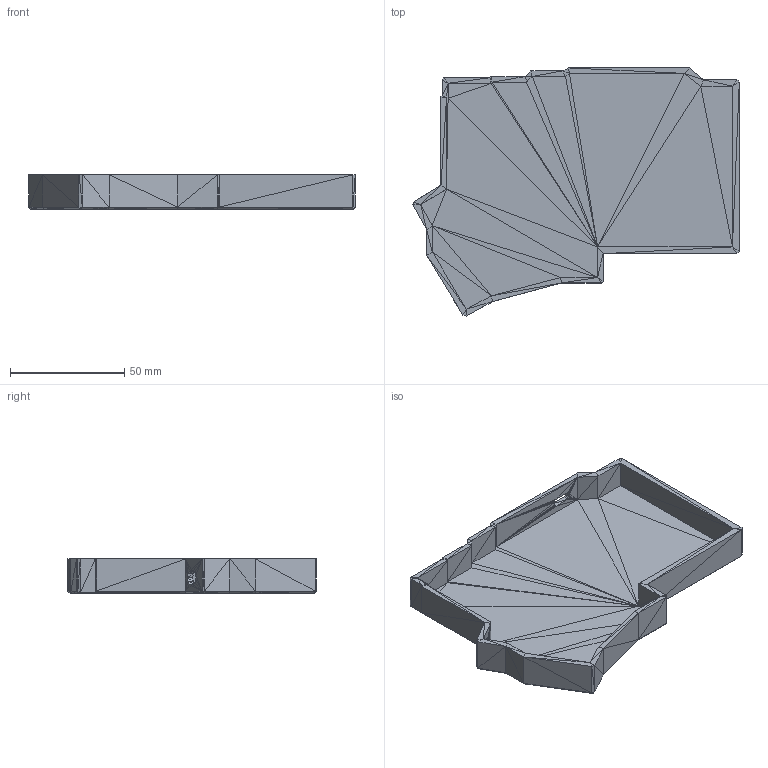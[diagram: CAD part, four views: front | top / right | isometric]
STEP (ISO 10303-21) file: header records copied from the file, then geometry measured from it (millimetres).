
FILE_DESCRIPTION((''),'2;1');
FILE_NAME('Nibunkatsu_One_Rev1_RIGHT', '2025-12-08T22:41:25', (''), (''), 'ImageToStl.com STEP Converter','', '');
FILE_SCHEMA(('AUTOMOTIVE_DESIGN_CC2'));
Length unit declared in the file: metre
Products named in the file (1): product0
Bounding box: 142.76 x 108.46 x 15 mm (x, y, z)
Surface area: 35599.3 mm2 (no closed solid volume)
Topology: 0 solids, 510 shells, 510 faces, 1530 edges, 253 vertices
Faces by surface type: plane 510
Entity records: 11754 total; most frequent: DIRECTION 2552, ORIENTED_EDGE 1530, EDGE_CURVE 1530, LINE 1530, VECTOR 1530, AXIS2_PLACEMENT_3D 511, FACE_SURFACE 510, PLANE 510
